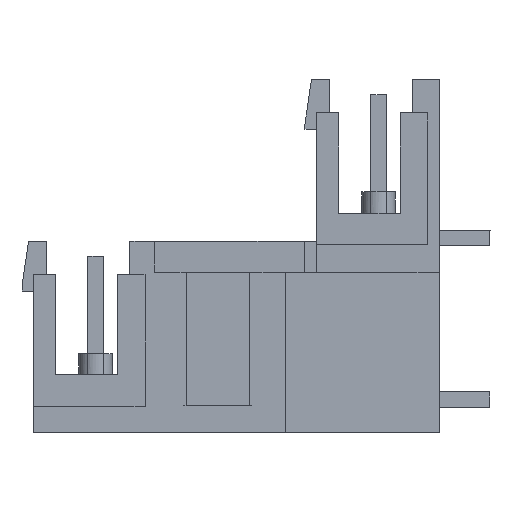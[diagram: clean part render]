
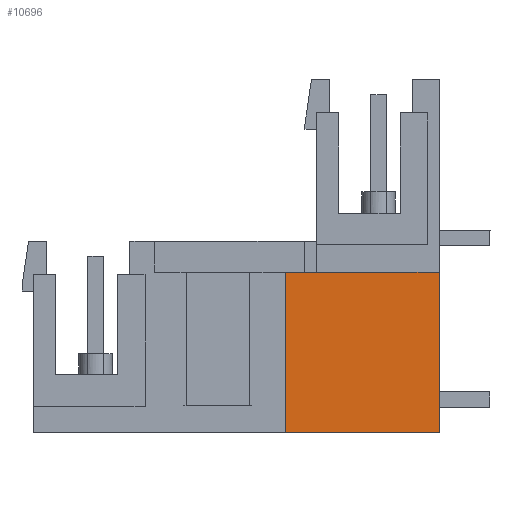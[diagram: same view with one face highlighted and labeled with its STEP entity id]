
A CAD part, left-side view. The second image highlights one B-rep face of the part: STEP entity #10696.
In plain terms, the highlighted planar face has unit normal (-1, 0, 0).
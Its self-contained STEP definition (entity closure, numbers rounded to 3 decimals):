
#10676=AXIS2_PLACEMENT_3D('Plane Axis2P3D',#10673,#10674,#10675) ;
#4216=CARTESIAN_POINT('Vertex',(2.52,3.2,10.06)) ;
#4219=CARTESIAN_POINT('Line Origine',(2.52,3.2,5.03)) ;
#4223=CARTESIAN_POINT('Vertex',(2.52,3.2,0.)) ;
#10651=CARTESIAN_POINT('Line Origine',(2.52,8.025,0.)) ;
#10655=CARTESIAN_POINT('Vertex',(2.52,12.85,0.)) ;
#10673=CARTESIAN_POINT('Axis2P3D Location',(2.52,3.2,10.06)) ;
#10678=CARTESIAN_POINT('Line Origine',(2.52,8.025,10.06)) ;
#10682=CARTESIAN_POINT('Vertex',(2.52,12.85,10.06)) ;
#10685=CARTESIAN_POINT('Line Origine',(2.52,12.85,5.03)) ;
#4220=DIRECTION('Vector Direction',(0.,0.,-1.)) ;
#10652=DIRECTION('Vector Direction',(0.,1.,0.)) ;
#10674=DIRECTION('Axis2P3D Direction',(-1.,0.,0.)) ;
#10675=DIRECTION('Axis2P3D XDirection',(0.,1.,0.)) ;
#10679=DIRECTION('Vector Direction',(0.,1.,0.)) ;
#10686=DIRECTION('Vector Direction',(0.,0.,-1.)) ;
#4221=VECTOR('Line Direction',#4220,1.) ;
#10653=VECTOR('Line Direction',#10652,1.) ;
#10680=VECTOR('Line Direction',#10679,1.) ;
#10687=VECTOR('Line Direction',#10686,1.) ;
#10691=ORIENTED_EDGE('',*,*,#4225,.F.) ;
#10692=ORIENTED_EDGE('',*,*,#10684,.T.) ;
#10693=ORIENTED_EDGE('',*,*,#10689,.T.) ;
#10694=ORIENTED_EDGE('',*,*,#10657,.F.) ;
#10696=ADVANCED_FACE('HOUSING',(#10695),#10677,.T.) ;
#4225=EDGE_CURVE('',#4217,#4224,#4222,.T.) ;
#10657=EDGE_CURVE('',#4224,#10656,#10654,.T.) ;
#10684=EDGE_CURVE('',#4217,#10683,#10681,.T.) ;
#10689=EDGE_CURVE('',#10683,#10656,#10688,.T.) ;
#10690=EDGE_LOOP('',(#10691,#10692,#10693,#10694)) ;
#10695=FACE_OUTER_BOUND('',#10690,.T.) ;
#4222=LINE('Line',#4219,#4221) ;
#10654=LINE('Line',#10651,#10653) ;
#10681=LINE('Line',#10678,#10680) ;
#10688=LINE('Line',#10685,#10687) ;
#10677=PLANE('',#10676) ;
#4217=VERTEX_POINT('',#4216) ;
#4224=VERTEX_POINT('',#4223) ;
#10656=VERTEX_POINT('',#10655) ;
#10683=VERTEX_POINT('',#10682) ;
